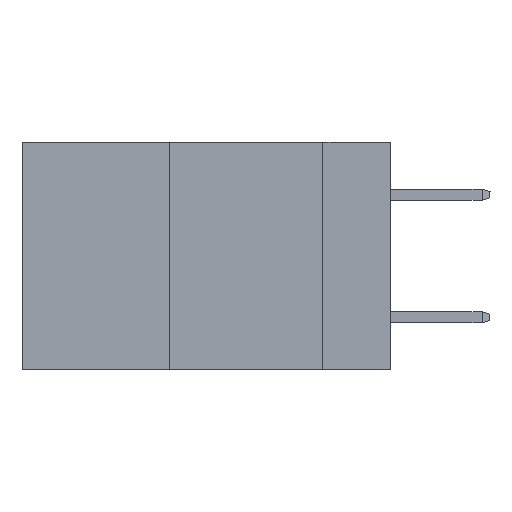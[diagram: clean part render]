
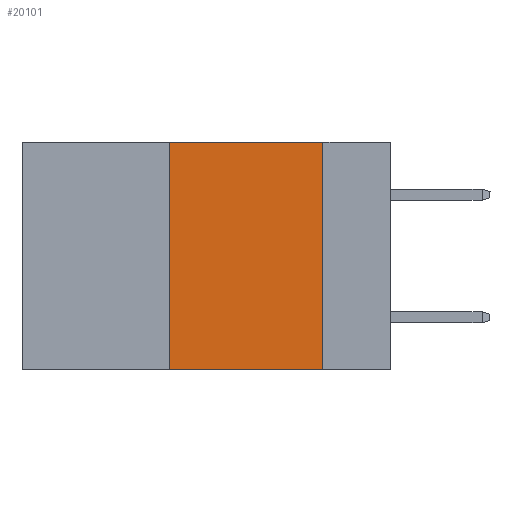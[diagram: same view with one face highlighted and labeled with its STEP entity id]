
A CAD part, left-side view. The second image highlights one B-rep face of the part: STEP entity #20101.
In plain terms, the highlighted planar face has unit normal (-1, 0, 0).
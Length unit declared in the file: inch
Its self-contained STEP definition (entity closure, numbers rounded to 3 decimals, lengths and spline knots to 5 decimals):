
#919 = VECTOR ( 'NONE', #27219, 39.37008 ) ;
#1576 = EDGE_CURVE ( 'NONE', #28432, #16803, #11583, .T. ) ;
#1619 = ORIENTED_EDGE ( 'NONE', *, *, #24958, .F. ) ;
#1997 = DIRECTION ( 'NONE',  ( 0., 0., -1. ) ) ;
#2947 = VERTEX_POINT ( 'NONE', #8817 ) ;
#4529 = CARTESIAN_POINT ( 'NONE',  ( 0., 0.11, 0. ) ) ;
#5766 = CARTESIAN_POINT ( 'NONE',  ( 0., 0.6, 0. ) ) ;
#6545 = CARTESIAN_POINT ( 'NONE',  ( 0., 0.36, 0. ) ) ;
#6738 = VECTOR ( 'NONE', #24769, 39.37008 ) ;
#7471 = LINE ( 'NONE', #4529, #7868 ) ;
#7834 = CARTESIAN_POINT ( 'NONE',  ( 0., 0.36, -0.37 ) ) ;
#7868 = VECTOR ( 'NONE', #22905, 39.37008 ) ;
#8084 = CARTESIAN_POINT ( 'NONE',  ( 0., 0.6, 0. ) ) ;
#8268 = ORIENTED_EDGE ( 'NONE', *, *, #1576, .T. ) ;
#8496 = LINE ( 'NONE', #14033, #919 ) ;
#8817 = CARTESIAN_POINT ( 'NONE',  ( 0., 0.11, 0. ) ) ;
#9498 = EDGE_CURVE ( 'NONE', #28972, #2947, #26641, .T. ) ;
#10799 = FACE_OUTER_BOUND ( 'NONE', #13511, .T. ) ;
#11583 = LINE ( 'NONE', #19222, #6738 ) ;
#12391 = DIRECTION ( 'NONE',  ( 1., 0., 0. ) ) ;
#13511 = EDGE_LOOP ( 'NONE', ( #32663, #18220, #1619, #8268 ) ) ;
#14033 = CARTESIAN_POINT ( 'NONE',  ( 0., 0.36, 0. ) ) ;
#16166 = EDGE_CURVE ( 'NONE', #2947, #16803, #7471, .T. ) ;
#16803 = VERTEX_POINT ( 'NONE', #29107 ) ;
#18220 = ORIENTED_EDGE ( 'NONE', *, *, #9498, .F. ) ;
#19222 = CARTESIAN_POINT ( 'NONE',  ( 0., 0.6, -0.37 ) ) ;
#20101 = ADVANCED_FACE ( 'NONE', ( #10799 ), #31947, .F. ) ;
#22905 = DIRECTION ( 'NONE',  ( 0., 0., -1. ) ) ;
#24769 = DIRECTION ( 'NONE',  ( 0., -1., 0. ) ) ;
#24958 = EDGE_CURVE ( 'NONE', #28432, #28972, #8496, .T. ) ;
#26641 = LINE ( 'NONE', #8084, #33630 ) ;
#27219 = DIRECTION ( 'NONE',  ( 0., 0., 1. ) ) ;
#27908 = AXIS2_PLACEMENT_3D ( 'NONE', #5766, #12391, #1997 ) ;
#28432 = VERTEX_POINT ( 'NONE', #7834 ) ;
#28884 = DIRECTION ( 'NONE',  ( 0., -1., 0. ) ) ;
#28972 = VERTEX_POINT ( 'NONE', #6545 ) ;
#29107 = CARTESIAN_POINT ( 'NONE',  ( 0., 0.11, -0.37 ) ) ;
#31947 = PLANE ( 'NONE',  #27908 ) ;
#32663 = ORIENTED_EDGE ( 'NONE', *, *, #16166, .F. ) ;
#33630 = VECTOR ( 'NONE', #28884, 39.37008 ) ;
